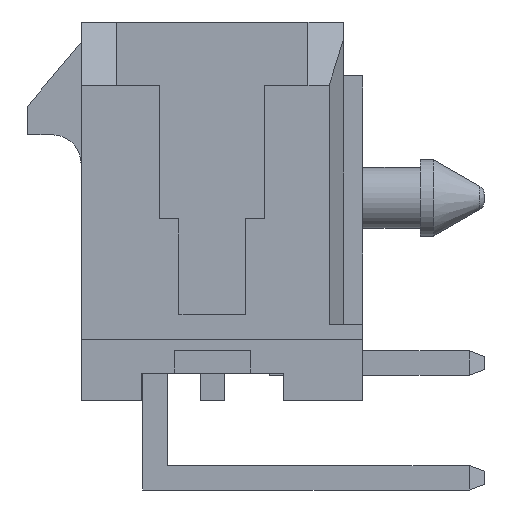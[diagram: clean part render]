
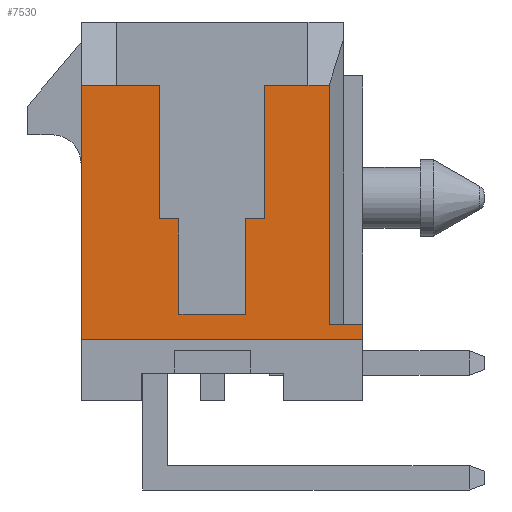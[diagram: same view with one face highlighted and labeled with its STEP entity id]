
A CAD part, left-side view. The second image highlights one B-rep face of the part: STEP entity #7530.
In plain terms, the highlighted planar face has unit normal (-1, 0, 0).
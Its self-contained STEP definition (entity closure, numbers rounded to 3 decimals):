
#1=DIRECTION('',(0.,0.,-1.));
#2=VECTOR('',#1,3.5);
#3=CARTESIAN_POINT('',(-13.825,-1.375,3.3));
#4=LINE('',#3,#2);
#5=DIRECTION('',(0.,1.,0.));
#6=VECTOR('',#5,1.125);
#7=CARTESIAN_POINT('',(-13.825,-2.5,3.3));
#8=LINE('',#7,#6);
#9=DIRECTION('',(0.,-1.,0.));
#10=VECTOR('',#9,0.555);
#11=CARTESIAN_POINT('',(-13.825,-2.5,3.3));
#12=LINE('',#11,#10);
#13=DIRECTION('',(0.,0.,-1.));
#14=VECTOR('',#13,6.26);
#15=CARTESIAN_POINT('',(-13.825,-3.055,3.3));
#16=LINE('',#15,#14);
#17=DIRECTION('',(0.,0.,-1.));
#18=VECTOR('',#17,0.4);
#19=CARTESIAN_POINT('',(-13.825,-3.935,-2.96));
#20=LINE('',#19,#18);
#21=DIRECTION('',(0.,1.,0.));
#22=VECTOR('',#21,7.37);
#23=CARTESIAN_POINT('',(-13.825,-3.935,-3.36));
#24=LINE('',#23,#22);
#25=DIRECTION('',(0.,0.,1.));
#26=VECTOR('',#25,6.66);
#27=CARTESIAN_POINT('',(-13.825,3.435,-3.36));
#28=LINE('',#27,#26);
#29=DIRECTION('',(0.,-1.,0.));
#30=VECTOR('',#29,0.935);
#31=CARTESIAN_POINT('',(-13.825,3.435,3.3));
#32=LINE('',#31,#30);
#33=DIRECTION('',(0.,1.,0.));
#34=VECTOR('',#33,1.125);
#35=CARTESIAN_POINT('',(-13.825,1.375,3.3));
#36=LINE('',#35,#34);
#37=DIRECTION('',(0.,0.,-1.));
#38=VECTOR('',#37,3.5);
#39=CARTESIAN_POINT('',(-13.825,1.375,3.3));
#40=LINE('',#39,#38);
#41=DIRECTION('',(0.,1.,0.));
#42=VECTOR('',#41,0.5);
#43=CARTESIAN_POINT('',(-13.825,0.875,-0.2));
#44=LINE('',#43,#42);
#45=DIRECTION('',(0.,0.,1.));
#46=VECTOR('',#45,2.5);
#47=CARTESIAN_POINT('',(-13.825,0.875,-2.7));
#48=LINE('',#47,#46);
#49=DIRECTION('',(0.,1.,0.));
#50=VECTOR('',#49,1.75);
#51=CARTESIAN_POINT('',(-13.825,-0.875,-2.7));
#52=LINE('',#51,#50);
#53=DIRECTION('',(0.,0.,-1.));
#54=VECTOR('',#53,2.5);
#55=CARTESIAN_POINT('',(-13.825,-0.875,-0.2));
#56=LINE('',#55,#54);
#57=DIRECTION('',(0.,1.,0.));
#58=VECTOR('',#57,0.5);
#59=CARTESIAN_POINT('',(-13.825,-1.375,-0.2));
#60=LINE('',#59,#58);
#4263=DIRECTION('',(0.,1.,0.));
#4264=VECTOR('',#4263,0.88);
#4265=CARTESIAN_POINT('',(-13.825,-3.935,-2.96));
#4266=LINE('',#4265,#4264);
#5726=CARTESIAN_POINT('',(-13.825,3.435,3.3));
#5728=VERTEX_POINT('',#5726);
#5771=CARTESIAN_POINT('',(-13.825,-3.935,-2.96));
#5772=CARTESIAN_POINT('',(-13.825,-3.055,-2.96));
#5773=VERTEX_POINT('',#5771);
#5774=VERTEX_POINT('',#5772);
#5779=CARTESIAN_POINT('',(-13.825,2.5,3.3));
#5780=VERTEX_POINT('',#5779);
#5781=CARTESIAN_POINT('',(-13.825,-2.5,3.3));
#5782=VERTEX_POINT('',#5781);
#5783=CARTESIAN_POINT('',(-13.825,-3.055,3.3));
#5784=VERTEX_POINT('',#5783);
#6023=CARTESIAN_POINT('',(-13.825,-1.375,3.3));
#6024=CARTESIAN_POINT('',(-13.825,-1.375,-0.2));
#6025=VERTEX_POINT('',#6023);
#6026=VERTEX_POINT('',#6024);
#6027=CARTESIAN_POINT('',(-13.825,-0.875,-0.2));
#6028=VERTEX_POINT('',#6027);
#6029=CARTESIAN_POINT('',(-13.825,-0.875,-2.7));
#6030=VERTEX_POINT('',#6029);
#6031=CARTESIAN_POINT('',(-13.825,0.875,-2.7));
#6032=VERTEX_POINT('',#6031);
#6033=CARTESIAN_POINT('',(-13.825,0.875,-0.2));
#6034=VERTEX_POINT('',#6033);
#6035=CARTESIAN_POINT('',(-13.825,1.375,-0.2));
#6036=VERTEX_POINT('',#6035);
#6037=CARTESIAN_POINT('',(-13.825,1.375,3.3));
#6038=VERTEX_POINT('',#6037);
#6993=CARTESIAN_POINT('',(-13.825,-3.935,-3.36));
#6994=CARTESIAN_POINT('',(-13.825,3.435,-3.36));
#6995=VERTEX_POINT('',#6993);
#6996=VERTEX_POINT('',#6994);
#7491=CARTESIAN_POINT('',(-13.825,0.,0.));
#7492=DIRECTION('',(1.,0.,0.));
#7493=DIRECTION('',(0.,0.,-1.));
#7494=AXIS2_PLACEMENT_3D('',#7491,#7492,#7493);
#7495=PLANE('',#7494);
#7497=ORIENTED_EDGE('',*,*,#7496,.F.);
#7499=ORIENTED_EDGE('',*,*,#7498,.F.);
#7501=ORIENTED_EDGE('',*,*,#7500,.T.);
#7503=ORIENTED_EDGE('',*,*,#7502,.T.);
#7505=ORIENTED_EDGE('',*,*,#7504,.F.);
#7507=ORIENTED_EDGE('',*,*,#7506,.T.);
#7509=ORIENTED_EDGE('',*,*,#7508,.T.);
#7511=ORIENTED_EDGE('',*,*,#7510,.T.);
#7513=ORIENTED_EDGE('',*,*,#7512,.T.);
#7515=ORIENTED_EDGE('',*,*,#7514,.F.);
#7517=ORIENTED_EDGE('',*,*,#7516,.T.);
#7519=ORIENTED_EDGE('',*,*,#7518,.F.);
#7521=ORIENTED_EDGE('',*,*,#7520,.F.);
#7523=ORIENTED_EDGE('',*,*,#7522,.F.);
#7525=ORIENTED_EDGE('',*,*,#7524,.F.);
#7527=ORIENTED_EDGE('',*,*,#7526,.F.);
#7528=EDGE_LOOP('',(#7497,#7499,#7501,#7503,#7505,#7507,#7509,#7511,#7513,#7515,
#7517,#7519,#7521,#7523,#7525,#7527));
#7529=FACE_OUTER_BOUND('',#7528,.F.);
#7530=ADVANCED_FACE('',(#7529),#7495,.F.);
#7496=EDGE_CURVE('',#6025,#6026,#4,.T.);
#7498=EDGE_CURVE('',#5782,#6025,#8,.T.);
#7500=EDGE_CURVE('',#5782,#5784,#12,.T.);
#7502=EDGE_CURVE('',#5784,#5774,#16,.T.);
#7504=EDGE_CURVE('',#5773,#5774,#4266,.T.);
#7506=EDGE_CURVE('',#5773,#6995,#20,.T.);
#7508=EDGE_CURVE('',#6995,#6996,#24,.T.);
#7510=EDGE_CURVE('',#6996,#5728,#28,.T.);
#7512=EDGE_CURVE('',#5728,#5780,#32,.T.);
#7514=EDGE_CURVE('',#6038,#5780,#36,.T.);
#7516=EDGE_CURVE('',#6038,#6036,#40,.T.);
#7518=EDGE_CURVE('',#6034,#6036,#44,.T.);
#7520=EDGE_CURVE('',#6032,#6034,#48,.T.);
#7522=EDGE_CURVE('',#6030,#6032,#52,.T.);
#7524=EDGE_CURVE('',#6028,#6030,#56,.T.);
#7526=EDGE_CURVE('',#6026,#6028,#60,.T.);
